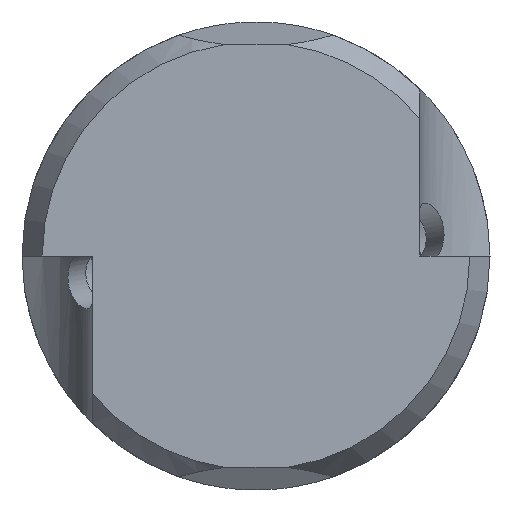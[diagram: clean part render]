
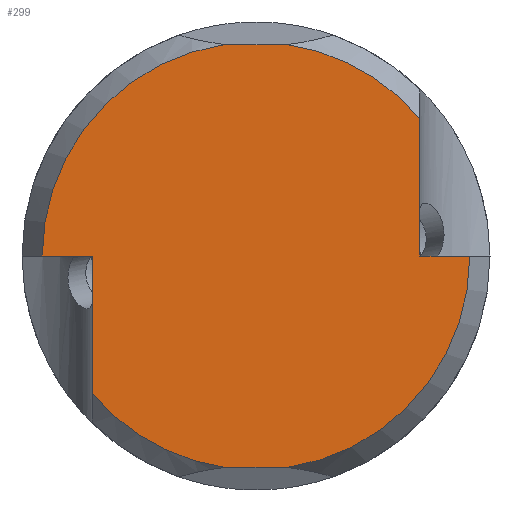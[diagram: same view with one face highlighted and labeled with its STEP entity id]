
A CAD part, left-side view. The second image highlights one B-rep face of the part: STEP entity #299.
In plain terms, the highlighted planar face has unit normal (-1, 0, 0).
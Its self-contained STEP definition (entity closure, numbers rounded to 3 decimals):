
#282=PLANE('',#652);
#299=ADVANCED_FACE('',(#331),#282,.F.);
#331=FACE_OUTER_BOUND('',#347,.T.);
#347=EDGE_LOOP('',(#437,#438,#439,#440,#441,#442,#443,#444,#445,#446));
#376=LINE('',#870,#394);
#377=LINE('',#874,#395);
#378=LINE('',#876,#396);
#379=LINE('',#880,#397);
#380=LINE('',#884,#398);
#381=LINE('',#886,#399);
#394=VECTOR('',#705,1.);
#395=VECTOR('',#708,1.);
#396=VECTOR('',#709,1.);
#397=VECTOR('',#712,1.);
#398=VECTOR('',#715,1.);
#399=VECTOR('',#716,1.);
#413=CIRCLE('',#647,9.134);
#414=CIRCLE('',#649,9.134);
#415=CIRCLE('',#650,9.134);
#416=CIRCLE('',#651,9.134);
#437=ORIENTED_EDGE('',*,*,#583,.T.);
#438=ORIENTED_EDGE('',*,*,#585,.F.);
#439=ORIENTED_EDGE('',*,*,#586,.T.);
#440=ORIENTED_EDGE('',*,*,#587,.F.);
#441=ORIENTED_EDGE('',*,*,#588,.F.);
#442=ORIENTED_EDGE('',*,*,#589,.T.);
#443=ORIENTED_EDGE('',*,*,#590,.F.);
#444=ORIENTED_EDGE('',*,*,#591,.T.);
#445=ORIENTED_EDGE('',*,*,#592,.F.);
#446=ORIENTED_EDGE('',*,*,#593,.F.);
#543=VERTEX_POINT('',#862);
#544=VERTEX_POINT('',#864);
#545=VERTEX_POINT('',#871);
#546=VERTEX_POINT('',#873);
#547=VERTEX_POINT('',#875);
#548=VERTEX_POINT('',#877);
#549=VERTEX_POINT('',#879);
#550=VERTEX_POINT('',#881);
#551=VERTEX_POINT('',#883);
#552=VERTEX_POINT('',#885);
#583=EDGE_CURVE('',#544,#543,#413,.T.);
#585=EDGE_CURVE('',#545,#543,#376,.T.);
#586=EDGE_CURVE('',#545,#546,#414,.T.);
#587=EDGE_CURVE('',#547,#546,#377,.T.);
#588=EDGE_CURVE('',#548,#547,#378,.T.);
#589=EDGE_CURVE('',#548,#549,#415,.T.);
#590=EDGE_CURVE('',#550,#549,#379,.T.);
#591=EDGE_CURVE('',#550,#551,#416,.T.);
#592=EDGE_CURVE('',#552,#551,#380,.T.);
#593=EDGE_CURVE('',#544,#552,#381,.T.);
#647=AXIS2_PLACEMENT_3D('',#863,#701,#702);
#649=AXIS2_PLACEMENT_3D('',#872,#706,#707);
#650=AXIS2_PLACEMENT_3D('',#878,#710,#711);
#651=AXIS2_PLACEMENT_3D('',#882,#713,#714);
#652=AXIS2_PLACEMENT_3D('',#887,#717,#718);
#701=DIRECTION('',(-1.,0.,0.));
#702=DIRECTION('',(0.,0.,1.));
#705=DIRECTION('',(0.,1.,0.));
#706=DIRECTION('',(-1.,0.,0.));
#707=DIRECTION('',(0.,0.,1.));
#708=DIRECTION('',(0.,-1.,0.));
#709=DIRECTION('',(0.,0.,-1.));
#710=DIRECTION('',(-1.,0.,0.));
#711=DIRECTION('',(0.,0.,1.));
#712=DIRECTION('',(0.,-1.,0.));
#713=DIRECTION('',(-1.,0.,0.));
#714=DIRECTION('',(0.,0.,1.));
#715=DIRECTION('',(0.,1.,0.));
#716=DIRECTION('',(0.,0.,1.));
#717=DIRECTION('',(1.,0.,0.));
#718=DIRECTION('',(0.,0.,-1.));
#862=CARTESIAN_POINT('',(0.,1.338,-9.035));
#863=CARTESIAN_POINT('',(0.,0.,0.));
#864=CARTESIAN_POINT('',(0.,7.,-5.868));
#870=CARTESIAN_POINT('',(0.,-127.689,-9.035));
#871=CARTESIAN_POINT('',(0.,-1.338,-9.035));
#872=CARTESIAN_POINT('',(0.,0.,0.));
#873=CARTESIAN_POINT('',(0.,-9.134,0.));
#874=CARTESIAN_POINT('',(0.,-7.,0.));
#875=CARTESIAN_POINT('',(0.,-7.,0.));
#876=CARTESIAN_POINT('',(0.,-7.,10.));
#877=CARTESIAN_POINT('',(0.,-7.,5.868));
#878=CARTESIAN_POINT('',(0.,0.,0.));
#879=CARTESIAN_POINT('',(0.,-1.338,9.035));
#880=CARTESIAN_POINT('',(0.,127.689,9.035));
#881=CARTESIAN_POINT('',(0.,1.338,9.035));
#882=CARTESIAN_POINT('',(0.,0.,0.));
#883=CARTESIAN_POINT('',(0.,9.134,0.));
#884=CARTESIAN_POINT('',(0.,7.,0.));
#885=CARTESIAN_POINT('',(0.,7.,0.));
#886=CARTESIAN_POINT('',(0.,7.,-10.));
#887=CARTESIAN_POINT('',(0.,2.025,0.));
